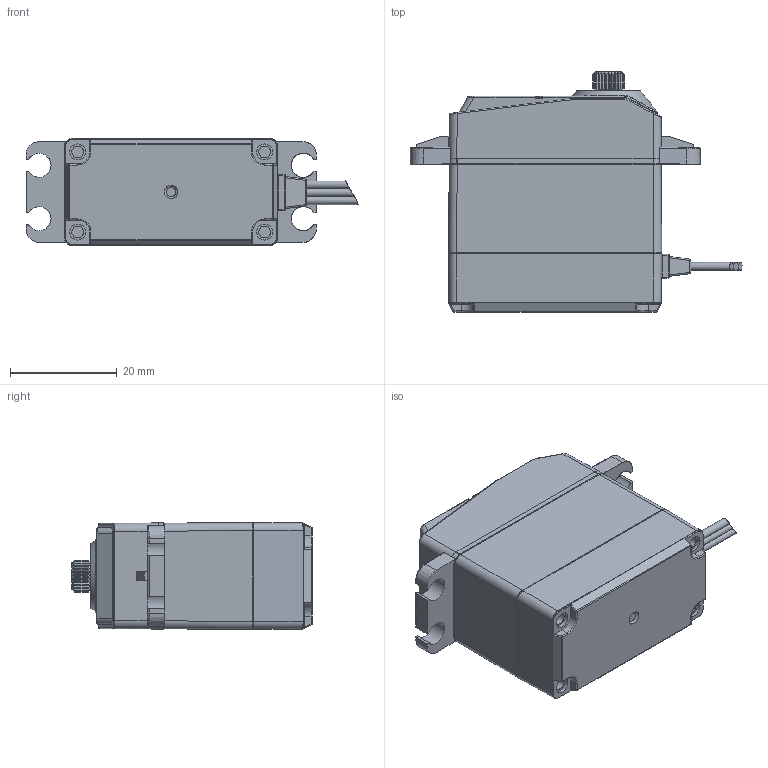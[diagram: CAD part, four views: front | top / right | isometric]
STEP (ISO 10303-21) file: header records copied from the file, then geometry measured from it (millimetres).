
FILE_DESCRIPTION (( 'STEP AP203' ), '1' );
FILE_NAME ('等粣.STEP', '2018-08-03T08:57:54', ( '' ), ( '' ), 'SwSTEP 2.0', 'SolidWorks 2018', '' );
FILE_SCHEMA (( 'CONFIG_CONTROL_DESIGN' ));
Length unit declared in the file: millimetre
Products named in the file (6): XIANTAO; SG-JIANRONG-MG996_1; ZK_1; GE; DG-SZ; 等粣
Assembly tree (5 placements, depth 2):
  等粣
    ZK_1
    DG-SZ
    GE
    XIANTAO
    SG-JIANRONG-MG996_1
Bounding box: 62.2 x 45 x 20.04 mm (x, y, z)
Volume: 27721.3 mm3; surface area: 13567.4 mm2
Topology: 5 solids, 5 shells, 911 faces, 2617 edges, 1699 vertices
Faces by surface type: cylinder 399, plane 267, bspline 207, cone 38
Full cylindrical faces by diameter (mm): 2.2 x4, 2.3 x4, 3 x4, 3.5 x1, 5 x1, 6 x2, 6.5 x2, 13.8 x1
Entity records: 42050 total; most frequent: CARTESIAN_POINT 19856, ORIENTED_EDGE 5112, DIRECTION 3705, EDGE_CURVE 2556, VERTEX_POINT 1694, AXIS2_PLACEMENT_3D 1328, LINE 1049, VECTOR 1049
